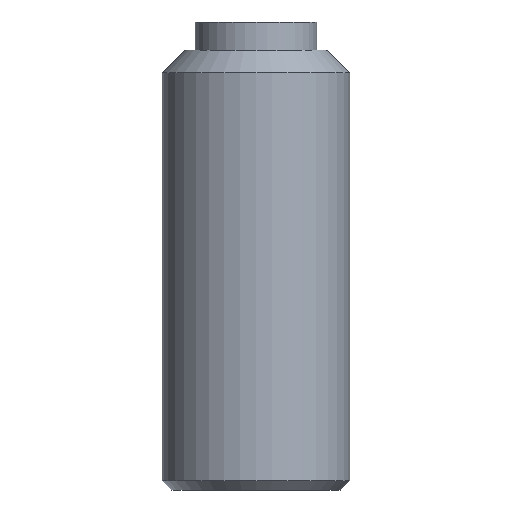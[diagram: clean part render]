
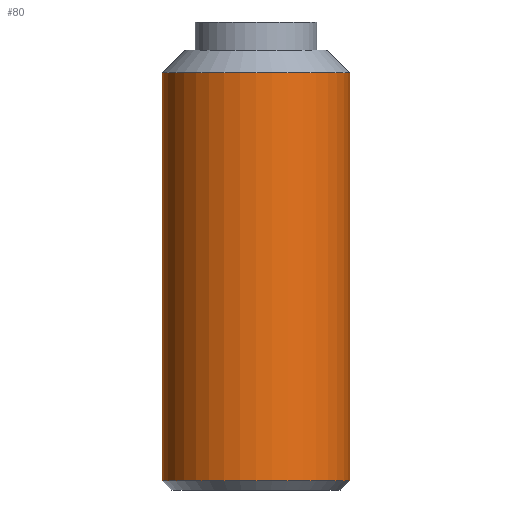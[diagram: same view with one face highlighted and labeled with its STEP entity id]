
A CAD part, front view. The second image highlights one B-rep face of the part: STEP entity #80.
In plain terms, the highlighted cylindrical face has radius 5 mm (diameter 10 mm), a full revolution.
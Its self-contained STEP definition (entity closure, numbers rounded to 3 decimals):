
#80 = ADVANCED_FACE( '', ( #102, #103 ), #104, .T. );
#102 = FACE_OUTER_BOUND( '', #136, .T. );
#103 = FACE_OUTER_BOUND( '', #137, .T. );
#104 = CYLINDRICAL_SURFACE( '', #138, 5. );
#136 = EDGE_LOOP( '', ( #191 ) );
#137 = EDGE_LOOP( '', ( #192 ) );
#138 = AXIS2_PLACEMENT_3D( '', #193, #194, #195 );
#191 = ORIENTED_EDGE( '', *, *, #251, .T. );
#192 = ORIENTED_EDGE( '', *, *, #263, .T. );
#193 = CARTESIAN_POINT( '', ( 0., 0., 23.5 ) );
#194 = DIRECTION( '', ( 0., 0., 1. ) );
#195 = DIRECTION( '', ( -1., 0., 0. ) );
#251 = EDGE_CURVE( '', #278, #278, #279, .T. );
#263 = EDGE_CURVE( '', #300, #300, #301, .F. );
#278 = VERTEX_POINT( '', #320 );
#279 = CIRCLE( '', #321, 5. );
#300 = VERTEX_POINT( '', #353 );
#301 = CIRCLE( '', #354, 5. );
#320 = CARTESIAN_POINT( '', ( 5., 0., 0.5 ) );
#321 = AXIS2_PLACEMENT_3D( '', #383, #384, #385 );
#353 = CARTESIAN_POINT( '', ( 5., 0., 22.3 ) );
#354 = AXIS2_PLACEMENT_3D( '', #397, #398, #399 );
#383 = CARTESIAN_POINT( '', ( 0., 0., 0.5 ) );
#384 = DIRECTION( '', ( 0., 0., 1. ) );
#385 = DIRECTION( '', ( 1., 0., 0. ) );
#397 = CARTESIAN_POINT( '', ( 0., 0., 22.3 ) );
#398 = DIRECTION( '', ( 0., 0., 1. ) );
#399 = DIRECTION( '', ( 1., 0., 0. ) );
